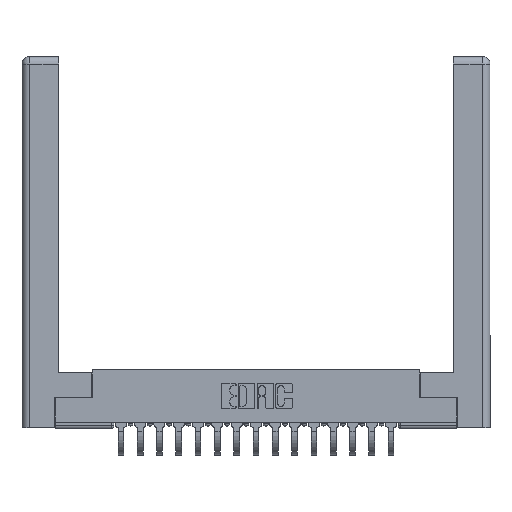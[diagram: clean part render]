
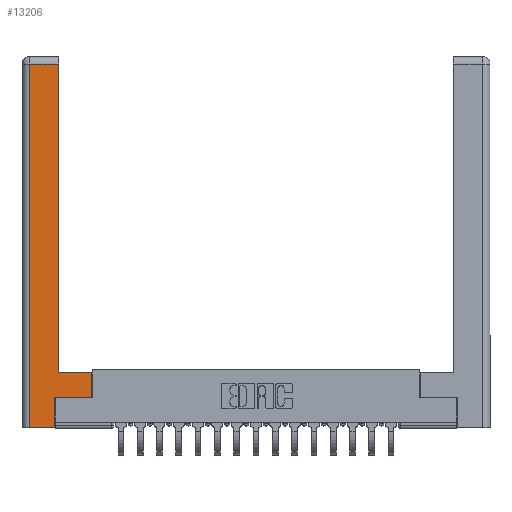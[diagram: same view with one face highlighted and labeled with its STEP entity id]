
A CAD part, top view. The second image highlights one B-rep face of the part: STEP entity #13206.
In plain terms, the highlighted planar face has unit normal (0, 0, 1).
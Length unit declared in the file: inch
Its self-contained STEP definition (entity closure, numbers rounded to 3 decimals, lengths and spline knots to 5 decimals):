
#165 = VERTEX_POINT ( 'NONE', #17533 ) ;
#419 = CARTESIAN_POINT ( 'NONE',  ( 0.0615, 0., 0. ) ) ;
#446 = AXIS2_PLACEMENT_3D ( 'NONE', #16064, #12890, #4939 ) ;
#1194 = CARTESIAN_POINT ( 'NONE',  ( 0.0615, 0., 0. ) ) ;
#1461 = EDGE_CURVE ( 'NONE', #9715, #165, #3426, .T. ) ;
#1956 = DIRECTION ( 'NONE',  ( 0., 1., 0. ) ) ;
#2552 = CARTESIAN_POINT ( 'NONE',  ( 0.0615, 2.94, 0. ) ) ;
#2709 = LINE ( 'NONE', #13530, #3604 ) ;
#2735 = ORIENTED_EDGE ( 'NONE', *, *, #13393, .T. ) ;
#2977 = VERTEX_POINT ( 'NONE', #1194 ) ;
#2989 = LINE ( 'NONE', #17393, #4082 ) ;
#3020 = LINE ( 'NONE', #12441, #12278 ) ;
#3098 = CARTESIAN_POINT ( 'NONE',  ( 0.265, 0., 0. ) ) ;
#3426 = LINE ( 'NONE', #5118, #17160 ) ;
#3604 = VECTOR ( 'NONE', #16801, 39.37008 ) ;
#3993 = VERTEX_POINT ( 'NONE', #8505 ) ;
#4070 = LINE ( 'NONE', #7428, #14202 ) ;
#4082 = VECTOR ( 'NONE', #17281, 39.37008 ) ;
#4642 = VECTOR ( 'NONE', #10355, 39.37008 ) ;
#4939 = DIRECTION ( 'NONE',  ( -1., 0., 0. ) ) ;
#5118 = CARTESIAN_POINT ( 'NONE',  ( 0.295, 3., 0. ) ) ;
#5239 = ORIENTED_EDGE ( 'NONE', *, *, #1461, .T. ) ;
#5547 = CARTESIAN_POINT ( 'NONE',  ( 0.265, 0.245, 0. ) ) ;
#5578 = EDGE_CURVE ( 'NONE', #3993, #18095, #3020, .T. ) ;
#6276 = ORIENTED_EDGE ( 'NONE', *, *, #9534, .T. ) ;
#6494 = CARTESIAN_POINT ( 'NONE',  ( 0.0615, 2.94, 0. ) ) ;
#7428 = CARTESIAN_POINT ( 'NONE',  ( 0.565, 0.245, 0. ) ) ;
#7595 = EDGE_CURVE ( 'NONE', #2977, #15282, #10448, .T. ) ;
#8018 = ORIENTED_EDGE ( 'NONE', *, *, #7595, .T. ) ;
#8149 = VECTOR ( 'NONE', #8854, 39.37008 ) ;
#8400 = FACE_OUTER_BOUND ( 'NONE', #19175, .T. ) ;
#8505 = CARTESIAN_POINT ( 'NONE',  ( 0.565, 0.245, 0. ) ) ;
#8833 = CARTESIAN_POINT ( 'NONE',  ( 0.565, 0.45, 0. ) ) ;
#8854 = DIRECTION ( 'NONE',  ( -1., 0., 0. ) ) ;
#9041 = VERTEX_POINT ( 'NONE', #6494 ) ;
#9534 = EDGE_CURVE ( 'NONE', #18095, #9715, #2989, .T. ) ;
#9657 = PLANE ( 'NONE',  #446 ) ;
#9715 = VERTEX_POINT ( 'NONE', #11468 ) ;
#9810 = EDGE_CURVE ( 'NONE', #165, #9041, #13990, .T. ) ;
#10156 = ORIENTED_EDGE ( 'NONE', *, *, #9810, .T. ) ;
#10344 = ORIENTED_EDGE ( 'NONE', *, *, #12660, .T. ) ;
#10355 = DIRECTION ( 'NONE',  ( 1., 0., 0. ) ) ;
#10448 = LINE ( 'NONE', #18875, #4642 ) ;
#11468 = CARTESIAN_POINT ( 'NONE',  ( 0.295, 0.45, 0. ) ) ;
#11550 = DIRECTION ( 'NONE',  ( 0., -1., 0. ) ) ;
#12124 = VERTEX_POINT ( 'NONE', #5547 ) ;
#12278 = VECTOR ( 'NONE', #18889, 39.37008 ) ;
#12441 = CARTESIAN_POINT ( 'NONE',  ( 0.565, 0.45, 0. ) ) ;
#12660 = EDGE_CURVE ( 'NONE', #9041, #2977, #17883, .T. ) ;
#12890 = DIRECTION ( 'NONE',  ( 0., 0., -1. ) ) ;
#13206 = ADVANCED_FACE ( 'NONE', ( #8400 ), #9657, .F. ) ;
#13393 = EDGE_CURVE ( 'NONE', #12124, #3993, #4070, .T. ) ;
#13530 = CARTESIAN_POINT ( 'NONE',  ( 0.265, 0.245, 0. ) ) ;
#13990 = LINE ( 'NONE', #2552, #8149 ) ;
#14202 = VECTOR ( 'NONE', #18181, 39.37008 ) ;
#14607 = EDGE_CURVE ( 'NONE', #15282, #12124, #2709, .T. ) ;
#15282 = VERTEX_POINT ( 'NONE', #3098 ) ;
#16064 = CARTESIAN_POINT ( 'NONE',  ( 0., 0., 0. ) ) ;
#16801 = DIRECTION ( 'NONE',  ( 0., 1., 0. ) ) ;
#17160 = VECTOR ( 'NONE', #1956, 39.37008 ) ;
#17281 = DIRECTION ( 'NONE',  ( -1., 0., 0. ) ) ;
#17393 = CARTESIAN_POINT ( 'NONE',  ( 0.295, 0.45, 0. ) ) ;
#17533 = CARTESIAN_POINT ( 'NONE',  ( 0.295, 2.94, 0. ) ) ;
#17608 = ORIENTED_EDGE ( 'NONE', *, *, #14607, .T. ) ;
#17705 = ORIENTED_EDGE ( 'NONE', *, *, #5578, .T. ) ;
#17883 = LINE ( 'NONE', #419, #18536 ) ;
#18095 = VERTEX_POINT ( 'NONE', #8833 ) ;
#18181 = DIRECTION ( 'NONE',  ( 1., 0., 0. ) ) ;
#18536 = VECTOR ( 'NONE', #11550, 39.37008 ) ;
#18875 = CARTESIAN_POINT ( 'NONE',  ( 0.265, 0., 0. ) ) ;
#18889 = DIRECTION ( 'NONE',  ( 0., 1., 0. ) ) ;
#19175 = EDGE_LOOP ( 'NONE', ( #5239, #10156, #10344, #8018, #17608, #2735, #17705, #6276 ) ) ;
